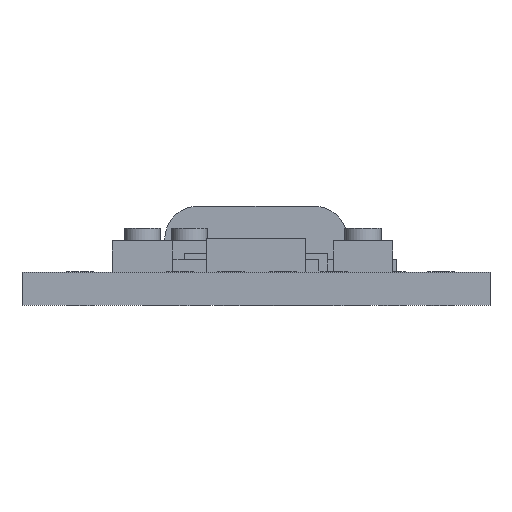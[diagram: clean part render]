
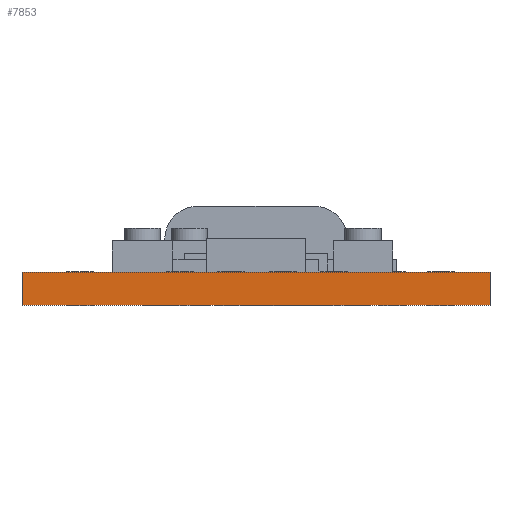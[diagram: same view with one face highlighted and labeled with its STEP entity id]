
A CAD part, front view. The second image highlights one B-rep face of the part: STEP entity #7853.
In plain terms, the highlighted planar face has unit normal (0, -1, 0).
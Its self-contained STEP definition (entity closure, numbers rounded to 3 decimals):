
#1410=FACE_OUTER_BOUND('',#1984,.T.);
#1984=EDGE_LOOP('',(#6800,#6801,#6802,#6803));
#2794=LINE('',#14075,#3422);
#2803=LINE('',#14091,#3431);
#2804=LINE('',#14093,#3432);
#2805=LINE('',#14094,#3433);
#3422=VECTOR('',#10651,1.626);
#3431=VECTOR('',#10664,1.626);
#3432=VECTOR('',#10667,22.936);
#3433=VECTOR('',#10668,22.936);
#4099=VERTEX_POINT('',#14072);
#4100=VERTEX_POINT('',#14074);
#4104=VERTEX_POINT('',#14087);
#4105=VERTEX_POINT('',#14089);
#5081=EDGE_CURVE('',#4100,#4099,#2794,.T.);
#5090=EDGE_CURVE('',#4105,#4104,#2803,.T.);
#5091=EDGE_CURVE('',#4099,#4104,#2804,.T.);
#5092=EDGE_CURVE('',#4100,#4105,#2805,.T.);
#6800=ORIENTED_EDGE('',*,*,#5091,.T.);
#6801=ORIENTED_EDGE('',*,*,#5090,.F.);
#6802=ORIENTED_EDGE('',*,*,#5092,.F.);
#6803=ORIENTED_EDGE('',*,*,#5081,.T.);
#7389=PLANE('',#8606);
#7853=ADVANCED_FACE('',(#1410),#7389,.F.);
#8606=AXIS2_PLACEMENT_3D('',#14092,#10665,#10666);
#10651=DIRECTION('',(0.,0.,-1.));
#10664=DIRECTION('',(0.,0.,-1.));
#10665=DIRECTION('center_axis',(0.,1.,0.));
#10666=DIRECTION('ref_axis',(0.,0.,1.));
#10667=DIRECTION('',(1.,0.,0.));
#10668=DIRECTION('',(1.,0.,0.));
#14072=CARTESIAN_POINT('',(-11.468,-26.543,0.));
#14074=CARTESIAN_POINT('',(-11.468,-26.543,1.626));
#14075=CARTESIAN_POINT('',(-11.468,-26.543,1.626));
#14087=CARTESIAN_POINT('',(11.468,-26.543,0.));
#14089=CARTESIAN_POINT('',(11.468,-26.543,1.626));
#14091=CARTESIAN_POINT('',(11.468,-26.543,1.626));
#14092=CARTESIAN_POINT('Origin',(0.,-26.543,1.626));
#14093=CARTESIAN_POINT('',(-11.468,-26.543,0.));
#14094=CARTESIAN_POINT('',(-11.468,-26.543,1.626));
